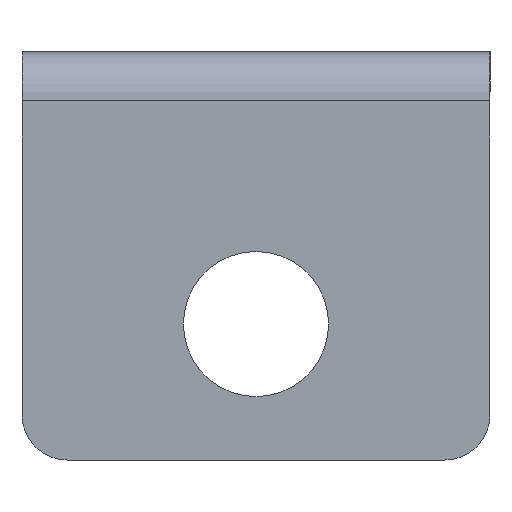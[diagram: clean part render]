
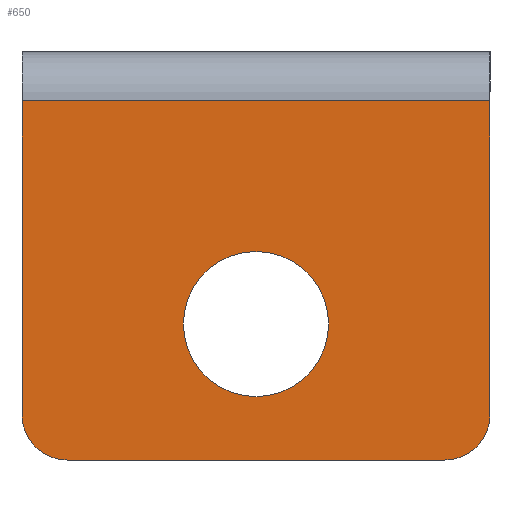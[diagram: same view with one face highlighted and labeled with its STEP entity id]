
A CAD part, left-side view. The second image highlights one B-rep face of the part: STEP entity #650.
In plain terms, the highlighted planar face has unit normal (-1, 0, 0).
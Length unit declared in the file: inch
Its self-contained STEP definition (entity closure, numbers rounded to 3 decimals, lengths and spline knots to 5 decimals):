
#7 = EDGE_CURVE ( 'NONE', #831, #292, #228, .T. ) ;
#20 = VECTOR ( 'NONE', #309, 39.37008 ) ;
#21 = VERTEX_POINT ( 'NONE', #524 ) ;
#34 = DIRECTION ( 'NONE',  ( 0., 0., -1. ) ) ;
#35 = DIRECTION ( 'NONE',  ( 0., 0., -1. ) ) ;
#38 = CARTESIAN_POINT ( 'NONE',  ( 0., 1.29, -0.135 ) ) ;
#56 = LINE ( 'NONE', #755, #614 ) ;
#58 = EDGE_CURVE ( 'NONE', #21, #63, #56, .T. ) ;
#60 = ORIENTED_EDGE ( 'NONE', *, *, #855, .T. ) ;
#63 = VERTEX_POINT ( 'NONE', #533 ) ;
#94 = DIRECTION ( 'NONE',  ( -1., 0., 0. ) ) ;
#96 = ORIENTED_EDGE ( 'NONE', *, *, #775, .T. ) ;
#112 = DIRECTION ( 'NONE',  ( 1., 0., 0. ) ) ;
#134 = CIRCLE ( 'NONE', #631, 0.2 ) ;
#161 = DIRECTION ( 'NONE',  ( 1., 0., 0. ) ) ;
#167 = CARTESIAN_POINT ( 'NONE',  ( 0., 0.645, -0.75 ) ) ;
#172 = VERTEX_POINT ( 'NONE', #493 ) ;
#197 = CARTESIAN_POINT ( 'NONE',  ( 0., 0.645, -0.95 ) ) ;
#221 = ORIENTED_EDGE ( 'NONE', *, *, #58, .F. ) ;
#222 = EDGE_CURVE ( 'NONE', #683, #790, #305, .T. ) ;
#223 = ORIENTED_EDGE ( 'NONE', *, *, #624, .T. ) ;
#228 = CIRCLE ( 'NONE', #642, 0.2 ) ;
#233 = CARTESIAN_POINT ( 'NONE',  ( 0., 0.645, -0.55 ) ) ;
#241 = DIRECTION ( 'NONE',  ( 0., 0., -1. ) ) ;
#244 = DIRECTION ( 'NONE',  ( 0., 0., -1. ) ) ;
#245 = CARTESIAN_POINT ( 'NONE',  ( 0., 0.125, -1. ) ) ;
#247 = EDGE_LOOP ( 'NONE', ( #330, #60, #807, #478, #221, #96 ) ) ;
#248 = DIRECTION ( 'NONE',  ( 0., 0., -1. ) ) ;
#250 = ORIENTED_EDGE ( 'NONE', *, *, #7, .T. ) ;
#292 = VERTEX_POINT ( 'NONE', #197 ) ;
#298 = CARTESIAN_POINT ( 'NONE',  ( 0., 0., -1. ) ) ;
#305 = LINE ( 'NONE', #793, #599 ) ;
#309 = DIRECTION ( 'NONE',  ( 0., -1., 0. ) ) ;
#330 = ORIENTED_EDGE ( 'NONE', *, *, #222, .T. ) ;
#352 = EDGE_LOOP ( 'NONE', ( #223, #250 ) ) ;
#379 = CIRCLE ( 'NONE', #544, 0.125 ) ;
#380 = CIRCLE ( 'NONE', #451, 0.125 ) ;
#451 = AXIS2_PLACEMENT_3D ( 'NONE', #245, #518, #34 ) ;
#478 = ORIENTED_EDGE ( 'NONE', *, *, #795, .F. ) ;
#493 = CARTESIAN_POINT ( 'NONE',  ( 0., 0., -0.135 ) ) ;
#494 = EDGE_CURVE ( 'NONE', #626, #172, #653, .T. ) ;
#518 = DIRECTION ( 'NONE',  ( -1., 0., 0. ) ) ;
#524 = CARTESIAN_POINT ( 'NONE',  ( 0., 1.29, -1. ) ) ;
#533 = CARTESIAN_POINT ( 'NONE',  ( 0., 1.29, -0.135 ) ) ;
#544 = AXIS2_PLACEMENT_3D ( 'NONE', #571, #94, #241 ) ;
#553 = DIRECTION ( 'NONE',  ( 0., 0., 1. ) ) ;
#571 = CARTESIAN_POINT ( 'NONE',  ( 0., 1.165, -1. ) ) ;
#586 = CARTESIAN_POINT ( 'NONE',  ( 0., 0., 0. ) ) ;
#597 = CARTESIAN_POINT ( 'NONE',  ( 0., 0.645, -0.75 ) ) ;
#599 = VECTOR ( 'NONE', #654, 39.37008 ) ;
#614 = VECTOR ( 'NONE', #553, 39.37008 ) ;
#624 = EDGE_CURVE ( 'NONE', #292, #831, #134, .T. ) ;
#626 = VERTEX_POINT ( 'NONE', #298 ) ;
#631 = AXIS2_PLACEMENT_3D ( 'NONE', #167, #657, #248 ) ;
#638 = PLANE ( 'NONE',  #801 ) ;
#642 = AXIS2_PLACEMENT_3D ( 'NONE', #597, #112, #35 ) ;
#650 = ADVANCED_FACE ( 'NONE', ( #871, #721 ), #638, .F. ) ;
#652 = CARTESIAN_POINT ( 'NONE',  ( 0., 1.29, 0. ) ) ;
#653 = LINE ( 'NONE', #586, #705 ) ;
#654 = DIRECTION ( 'NONE',  ( 0., -1., 0. ) ) ;
#655 = CARTESIAN_POINT ( 'NONE',  ( 0., 0.125, -1.125 ) ) ;
#657 = DIRECTION ( 'NONE',  ( 1., 0., 0. ) ) ;
#658 = DIRECTION ( 'NONE',  ( 0., 0., 1. ) ) ;
#683 = VERTEX_POINT ( 'NONE', #712 ) ;
#705 = VECTOR ( 'NONE', #658, 39.37008 ) ;
#712 = CARTESIAN_POINT ( 'NONE',  ( 0., 1.165, -1.125 ) ) ;
#721 = FACE_OUTER_BOUND ( 'NONE', #247, .T. ) ;
#755 = CARTESIAN_POINT ( 'NONE',  ( 0., 1.29, 0. ) ) ;
#775 = EDGE_CURVE ( 'NONE', #21, #683, #379, .T. ) ;
#789 = LINE ( 'NONE', #38, #20 ) ;
#790 = VERTEX_POINT ( 'NONE', #655 ) ;
#793 = CARTESIAN_POINT ( 'NONE',  ( 0., 1.29, -1.125 ) ) ;
#795 = EDGE_CURVE ( 'NONE', #63, #172, #789, .T. ) ;
#801 = AXIS2_PLACEMENT_3D ( 'NONE', #652, #161, #244 ) ;
#807 = ORIENTED_EDGE ( 'NONE', *, *, #494, .T. ) ;
#831 = VERTEX_POINT ( 'NONE', #233 ) ;
#855 = EDGE_CURVE ( 'NONE', #790, #626, #380, .T. ) ;
#871 = FACE_BOUND ( 'NONE', #352, .T. ) ;
